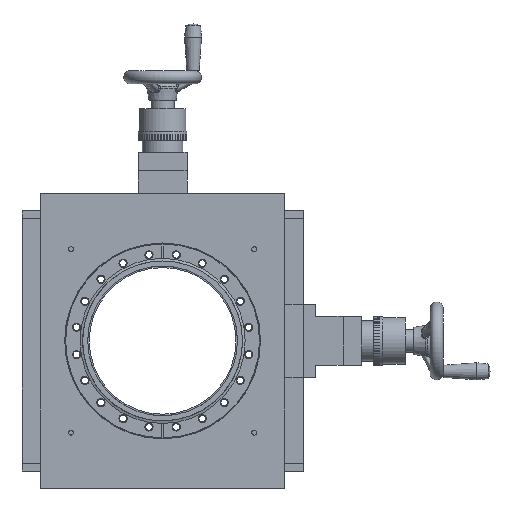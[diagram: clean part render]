
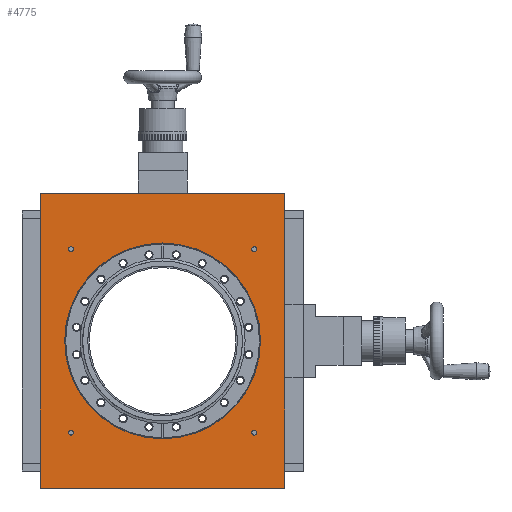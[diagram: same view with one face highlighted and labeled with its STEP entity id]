
A CAD part, front view. The second image highlights one B-rep face of the part: STEP entity #4775.
In plain terms, the highlighted planar face has unit normal (0, -1, 0).
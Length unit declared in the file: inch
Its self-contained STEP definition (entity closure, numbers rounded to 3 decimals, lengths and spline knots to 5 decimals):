
#137 = EDGE_LOOP ( 'NONE', ( #67217 ) ) ;
#600 = DIRECTION ( 'NONE',  ( 1., 0., 0. ) ) ;
#2996 = VECTOR ( 'NONE', #47145, 39.37008 ) ;
#4347 = CARTESIAN_POINT ( 'NONE',  ( -3.6495, -1.95, 3.75 ) ) ;
#4357 = EDGE_LOOP ( 'NONE', ( #39089 ) ) ;
#4752 = DIRECTION ( 'NONE',  ( 1., 0., 0. ) ) ;
#4775 = ADVANCED_FACE ( 'NONE', ( #67472, #62067, #56945, #10170, #20714, #10504 ), #37764, .F. ) ;
#6022 = ORIENTED_EDGE ( 'NONE', *, *, #50661, .F. ) ;
#6165 = DIRECTION ( 'NONE',  ( 0., -1., 0. ) ) ;
#6203 = EDGE_CURVE ( 'NONE', #31625, #24365, #46186, .T. ) ;
#7058 = AXIS2_PLACEMENT_3D ( 'NONE', #60733, #8869, #4752 ) ;
#7164 = VERTEX_POINT ( 'NONE', #42044 ) ;
#7405 = CARTESIAN_POINT ( 'NONE',  ( -5., -1.95, 6.02 ) ) ;
#8869 = DIRECTION ( 'NONE',  ( 0., -1., 0. ) ) ;
#10170 = FACE_BOUND ( 'NONE', #23155, .T. ) ;
#10504 = FACE_OUTER_BOUND ( 'NONE', #55589, .T. ) ;
#10737 = DIRECTION ( 'NONE',  ( 0., -1., 0. ) ) ;
#12564 = CARTESIAN_POINT ( 'NONE',  ( -5., -1.95, 6.02 ) ) ;
#14860 = CARTESIAN_POINT ( 'NONE',  ( 5., -1.95, -6.02 ) ) ;
#16117 = EDGE_LOOP ( 'NONE', ( #6022 ) ) ;
#16594 = DIRECTION ( 'NONE',  ( 0., -1., 0. ) ) ;
#17558 = LINE ( 'NONE', #48937, #31598 ) ;
#20048 = ORIENTED_EDGE ( 'NONE', *, *, #27718, .F. ) ;
#20714 = FACE_BOUND ( 'NONE', #137, .T. ) ;
#21243 = CARTESIAN_POINT ( 'NONE',  ( -5., -1.95, 6.02 ) ) ;
#21257 = VECTOR ( 'NONE', #22122, 39.37008 ) ;
#22122 = DIRECTION ( 'NONE',  ( 1., 0., 0. ) ) ;
#22204 = CARTESIAN_POINT ( 'NONE',  ( 3.8505, -1.95, 3.75 ) ) ;
#22384 = DIRECTION ( 'NONE',  ( 0., 1., 0. ) ) ;
#23155 = EDGE_LOOP ( 'NONE', ( #49321 ) ) ;
#24117 = CARTESIAN_POINT ( 'NONE',  ( 4.005, -1.95, 0. ) ) ;
#24365 = VERTEX_POINT ( 'NONE', #57457 ) ;
#26479 = CARTESIAN_POINT ( 'NONE',  ( 0., -1.95, 0. ) ) ;
#26864 = CARTESIAN_POINT ( 'NONE',  ( -3.75, -1.95, 3.75 ) ) ;
#27718 = EDGE_CURVE ( 'NONE', #33704, #33704, #66972, .T. ) ;
#27766 = EDGE_LOOP ( 'NONE', ( #20048 ) ) ;
#28293 = EDGE_CURVE ( 'NONE', #55201, #55201, #31974, .T. ) ;
#30128 = CARTESIAN_POINT ( 'NONE',  ( 5., -1.95, -6.02 ) ) ;
#30249 = VERTEX_POINT ( 'NONE', #4347 ) ;
#30603 = EDGE_CURVE ( 'NONE', #30249, #30249, #42229, .T. ) ;
#31598 = VECTOR ( 'NONE', #60569, 39.37008 ) ;
#31625 = VERTEX_POINT ( 'NONE', #30128 ) ;
#31883 = CARTESIAN_POINT ( 'NONE',  ( -3.75, -1.95, -3.75 ) ) ;
#31974 = CIRCLE ( 'NONE', #34140, 4.005 ) ;
#32393 = VERTEX_POINT ( 'NONE', #36227 ) ;
#33704 = VERTEX_POINT ( 'NONE', #34345 ) ;
#34140 = AXIS2_PLACEMENT_3D ( 'NONE', #26479, #47249, #600 ) ;
#34345 = CARTESIAN_POINT ( 'NONE',  ( 3.8505, -1.95, -3.75 ) ) ;
#35185 = CARTESIAN_POINT ( 'NONE',  ( -3.6495, -1.95, -3.75 ) ) ;
#35361 = CIRCLE ( 'NONE', #44072, 0.1005 ) ;
#36227 = CARTESIAN_POINT ( 'NONE',  ( 5., -1.95, 6.02 ) ) ;
#37429 = DIRECTION ( 'NONE',  ( 1., 0., 0. ) ) ;
#37764 = PLANE ( 'NONE',  #61041 ) ;
#39089 = ORIENTED_EDGE ( 'NONE', *, *, #30603, .F. ) ;
#42044 = CARTESIAN_POINT ( 'NONE',  ( -5., -1.95, 6.02 ) ) ;
#42229 = CIRCLE ( 'NONE', #46600, 0.1005 ) ;
#42792 = AXIS2_PLACEMENT_3D ( 'NONE', #48066, #6165, #63481 ) ;
#42860 = DIRECTION ( 'NONE',  ( -1., 0., 0. ) ) ;
#43913 = LINE ( 'NONE', #12564, #21257 ) ;
#44072 = AXIS2_PLACEMENT_3D ( 'NONE', #31883, #10737, #58863 ) ;
#46186 = LINE ( 'NONE', #14860, #51443 ) ;
#46600 = AXIS2_PLACEMENT_3D ( 'NONE', #26864, #16594, #37429 ) ;
#46832 = LINE ( 'NONE', #21243, #2996 ) ;
#47145 = DIRECTION ( 'NONE',  ( 0., 0., -1. ) ) ;
#47249 = DIRECTION ( 'NONE',  ( 0., -1., 0. ) ) ;
#47905 = EDGE_CURVE ( 'NONE', #61878, #61878, #35361, .T. ) ;
#48014 = ORIENTED_EDGE ( 'NONE', *, *, #6203, .F. ) ;
#48066 = CARTESIAN_POINT ( 'NONE',  ( 3.75, -1.95, 3.75 ) ) ;
#48312 = EDGE_CURVE ( 'NONE', #7164, #32393, #43913, .T. ) ;
#48937 = CARTESIAN_POINT ( 'NONE',  ( 5., -1.95, -6.02 ) ) ;
#49321 = ORIENTED_EDGE ( 'NONE', *, *, #47905, .F. ) ;
#50661 = EDGE_CURVE ( 'NONE', #63526, #63526, #63528, .T. ) ;
#51443 = VECTOR ( 'NONE', #57191, 39.37008 ) ;
#55068 = EDGE_CURVE ( 'NONE', #7164, #24365, #46832, .T. ) ;
#55201 = VERTEX_POINT ( 'NONE', #24117 ) ;
#55589 = EDGE_LOOP ( 'NONE', ( #57967, #62460, #48014, #66224 ) ) ;
#56886 = EDGE_CURVE ( 'NONE', #31625, #32393, #17558, .T. ) ;
#56945 = FACE_BOUND ( 'NONE', #27766, .T. ) ;
#57191 = DIRECTION ( 'NONE',  ( -1., 0., 0. ) ) ;
#57457 = CARTESIAN_POINT ( 'NONE',  ( -5., -1.95, -6.02 ) ) ;
#57967 = ORIENTED_EDGE ( 'NONE', *, *, #48312, .F. ) ;
#58863 = DIRECTION ( 'NONE',  ( 1., 0., 0. ) ) ;
#60569 = DIRECTION ( 'NONE',  ( 0., 0., 1. ) ) ;
#60733 = CARTESIAN_POINT ( 'NONE',  ( 3.75, -1.95, -3.75 ) ) ;
#61041 = AXIS2_PLACEMENT_3D ( 'NONE', #7405, #22384, #42860 ) ;
#61878 = VERTEX_POINT ( 'NONE', #35185 ) ;
#62067 = FACE_BOUND ( 'NONE', #16117, .T. ) ;
#62460 = ORIENTED_EDGE ( 'NONE', *, *, #55068, .T. ) ;
#63481 = DIRECTION ( 'NONE',  ( 1., 0., 0. ) ) ;
#63526 = VERTEX_POINT ( 'NONE', #22204 ) ;
#63528 = CIRCLE ( 'NONE', #42792, 0.1005 ) ;
#66224 = ORIENTED_EDGE ( 'NONE', *, *, #56886, .T. ) ;
#66972 = CIRCLE ( 'NONE', #7058, 0.1005 ) ;
#67217 = ORIENTED_EDGE ( 'NONE', *, *, #28293, .F. ) ;
#67472 = FACE_BOUND ( 'NONE', #4357, .T. ) ;
